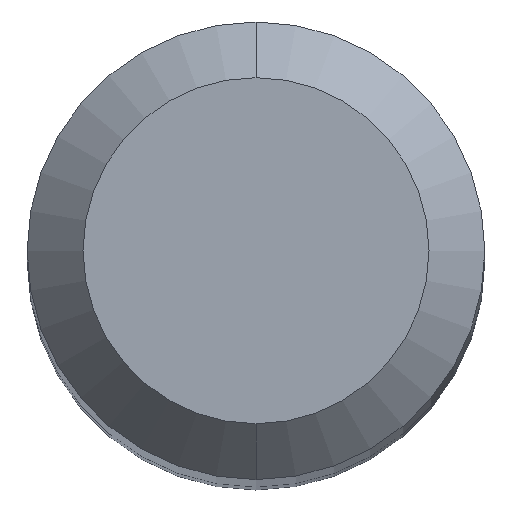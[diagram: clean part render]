
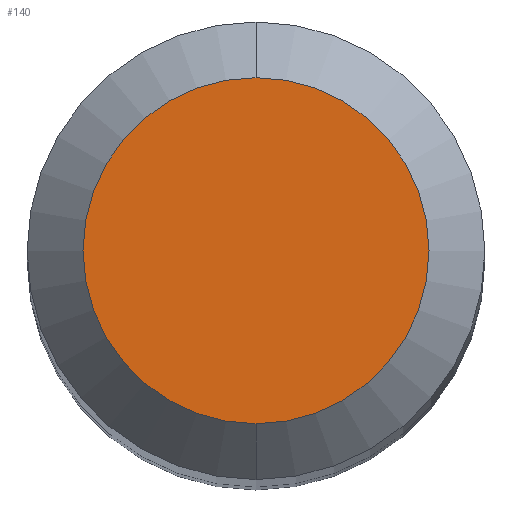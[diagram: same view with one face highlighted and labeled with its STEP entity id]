
A CAD part, top view. The second image highlights one B-rep face of the part: STEP entity #140.
In plain terms, the highlighted planar face has unit normal (0, 0, 1).
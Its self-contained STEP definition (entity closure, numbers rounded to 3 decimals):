
#3 = PLANE ( 'NONE',  #84 ) ;
#11 = EDGE_LOOP ( 'NONE', ( #138, #255 ) ) ;
#74 = CARTESIAN_POINT ( 'NONE',  ( 0., 0., 55. ) ) ;
#84 = AXIS2_PLACEMENT_3D ( 'NONE', #86, #162, #151 ) ;
#86 = CARTESIAN_POINT ( 'NONE',  ( 0., 0., 55. ) ) ;
#93 = FACE_OUTER_BOUND ( 'NONE', #11, .T. ) ;
#102 = VERTEX_POINT ( 'NONE', #218 ) ;
#109 = DIRECTION ( 'NONE',  ( 0., 1., 0. ) ) ;
#120 = CARTESIAN_POINT ( 'NONE',  ( 0., 0., 55. ) ) ;
#121 = CIRCLE ( 'NONE', #333, 1.55 ) ;
#138 = ORIENTED_EDGE ( 'NONE', *, *, #168, .F. ) ;
#140 = ADVANCED_FACE ( 'NONE', ( #93 ), #3, .F. ) ;
#146 = AXIS2_PLACEMENT_3D ( 'NONE', #74, #244, #109 ) ;
#151 = DIRECTION ( 'NONE',  ( 0., 1., 0. ) ) ;
#162 = DIRECTION ( 'NONE',  ( 0., 0., -1. ) ) ;
#168 = EDGE_CURVE ( 'NONE', #196, #102, #121, .T. ) ;
#188 = CIRCLE ( 'NONE', #146, 1.55 ) ;
#196 = VERTEX_POINT ( 'NONE', #293 ) ;
#218 = CARTESIAN_POINT ( 'NONE',  ( 0., -1.55, 55. ) ) ;
#244 = DIRECTION ( 'NONE',  ( 0., 0., -1. ) ) ;
#255 = ORIENTED_EDGE ( 'NONE', *, *, #268, .F. ) ;
#256 = DIRECTION ( 'NONE',  ( 0., 1., 0. ) ) ;
#268 = EDGE_CURVE ( 'NONE', #102, #196, #188, .T. ) ;
#287 = DIRECTION ( 'NONE',  ( 0., 0., -1. ) ) ;
#293 = CARTESIAN_POINT ( 'NONE',  ( 0., 1.55, 55. ) ) ;
#333 = AXIS2_PLACEMENT_3D ( 'NONE', #120, #287, #256 ) ;
